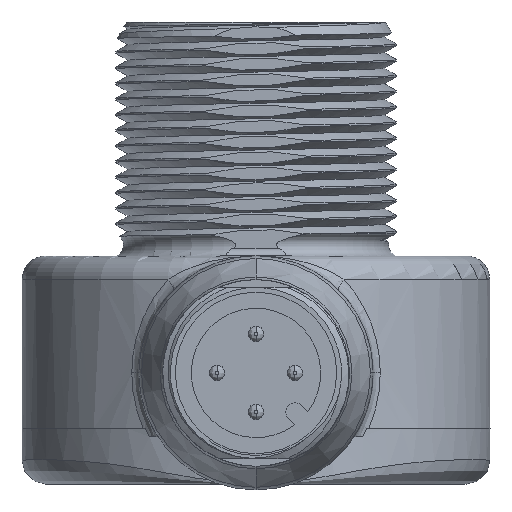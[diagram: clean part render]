
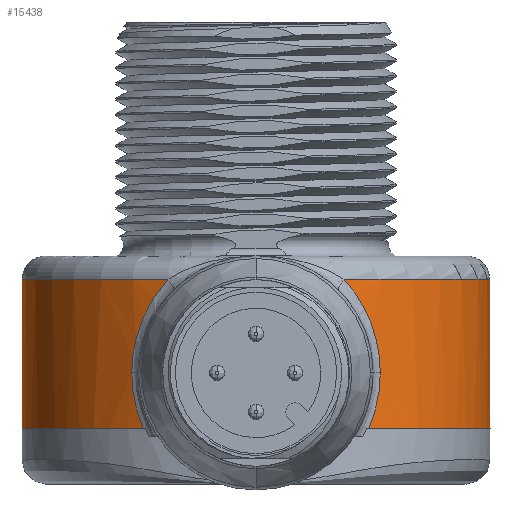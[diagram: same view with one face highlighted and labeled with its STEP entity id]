
A CAD part, front view. The second image highlights one B-rep face of the part: STEP entity #15438.
In plain terms, the highlighted cylindrical face has radius 15 mm (diameter 30 mm), a partial arc.
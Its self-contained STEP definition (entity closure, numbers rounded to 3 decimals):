
#5756=CARTESIAN_POINT('',(5.645,-13.897,
-1.5));
#5790=CARTESIAN_POINT('',(0.,0.,-11.068));
#5791=DIRECTION('',(0.,0.,1.));
#5792=DIRECTION('',(0.482,-0.876,0.));
#5793=AXIS2_PLACEMENT_3D('',#5790,#5791,#5792);
#5795=CARTESIAN_POINT('',(7.233,-13.141,-11.068));
#5796=CARTESIAN_POINT('',(7.289,-13.11,
-10.938));
#5797=CARTESIAN_POINT('',(7.395,-13.051,
-10.676));
#5798=CARTESIAN_POINT('',(7.534,-12.971,
-10.28));
#5799=CARTESIAN_POINT('',(7.653,-12.901,
-9.881));
#5800=CARTESIAN_POINT('',(7.752,-12.842,
-9.482));
#5801=CARTESIAN_POINT('',(7.832,-12.793,
-9.083));
#5802=CARTESIAN_POINT('',(7.894,-12.755,
-8.685));
#5803=CARTESIAN_POINT('',(7.937,-12.728,
-8.288));
#5804=CARTESIAN_POINT('',(7.963,-12.712,
-7.892));
#5805=CARTESIAN_POINT('',(7.969,-12.708,
-7.631));
#5806=CARTESIAN_POINT('',(7.969,-12.708,
-7.5));
#5808=CARTESIAN_POINT('',(7.969,-12.708,
-7.5));
#5809=CARTESIAN_POINT('',(7.969,-12.708,
-7.363));
#5810=CARTESIAN_POINT('',(7.962,-12.712,
-7.089));
#5811=CARTESIAN_POINT('',(7.934,-12.73,
-6.674));
#5812=CARTESIAN_POINT('',(7.886,-12.76,
-6.256));
#5813=CARTESIAN_POINT('',(7.818,-12.801,
-5.837));
#5814=CARTESIAN_POINT('',(7.729,-12.855,
-5.418));
#5815=CARTESIAN_POINT('',(7.62,-12.921,
-4.998));
#5816=CARTESIAN_POINT('',(7.488,-12.998,
-4.58));
#5817=CARTESIAN_POINT('',(7.334,-13.085,
-4.165));
#5818=CARTESIAN_POINT('',(7.157,-13.183,
-3.754));
#5819=CARTESIAN_POINT('',(6.958,-13.289,
-3.348));
#5820=CARTESIAN_POINT('',(6.736,-13.403,
-2.951));
#5821=CARTESIAN_POINT('',(6.493,-13.523,
-2.565));
#5822=CARTESIAN_POINT('',(6.23,-13.646,
-2.193));
#5823=CARTESIAN_POINT('',(5.947,-13.772,
-1.836));
#5824=CARTESIAN_POINT('',(5.747,-13.856,
-1.61));
#5825=CARTESIAN_POINT('',(5.645,-13.897,
-1.5));
#5827=CARTESIAN_POINT('',(0.,0.,-1.5));
#5828=DIRECTION('',(0.,0.,-1.));
#5829=DIRECTION('',(-1.,0.,0.));
#5830=AXIS2_PLACEMENT_3D('',#5827,#5828,#5829);
#5832=CARTESIAN_POINT('',(0.,0.,-1.5));
#5833=DIRECTION('',(0.,0.,-1.));
#5834=DIRECTION('',(-0.376,-0.926,0.));
#5835=AXIS2_PLACEMENT_3D('',#5832,#5833,#5834);
#5837=CARTESIAN_POINT('',(-5.644,-13.897,
-1.5));
#5838=CARTESIAN_POINT('',(-5.747,-13.856,
-1.61));
#5839=CARTESIAN_POINT('',(-5.947,-13.772,
-1.836));
#5840=CARTESIAN_POINT('',(-6.23,-13.646,
-2.193));
#5841=CARTESIAN_POINT('',(-6.493,-13.523,
-2.565));
#5842=CARTESIAN_POINT('',(-6.736,-13.403,
-2.951));
#5843=CARTESIAN_POINT('',(-6.958,-13.289,
-3.348));
#5844=CARTESIAN_POINT('',(-7.157,-13.183,
-3.753));
#5845=CARTESIAN_POINT('',(-7.334,-13.085,
-4.165));
#5846=CARTESIAN_POINT('',(-7.488,-12.998,
-4.58));
#5847=CARTESIAN_POINT('',(-7.619,-12.921,
-4.998));
#5848=CARTESIAN_POINT('',(-7.729,-12.855,
-5.417));
#5849=CARTESIAN_POINT('',(-7.818,-12.802,
-5.837));
#5850=CARTESIAN_POINT('',(-7.886,-12.76,
-6.256));
#5851=CARTESIAN_POINT('',(-7.934,-12.73,
-6.674));
#5852=CARTESIAN_POINT('',(-7.962,-12.712,
-7.089));
#5853=CARTESIAN_POINT('',(-7.969,-12.708,
-7.363));
#5854=CARTESIAN_POINT('',(-7.969,-12.708,
-7.5));
#5856=CARTESIAN_POINT('',(-7.969,-12.708,
-7.5));
#5857=CARTESIAN_POINT('',(-7.969,-12.708,
-7.631));
#5858=CARTESIAN_POINT('',(-7.963,-12.712,
-7.893));
#5859=CARTESIAN_POINT('',(-7.937,-12.728,
-8.288));
#5860=CARTESIAN_POINT('',(-7.894,-12.755,
-8.685));
#5861=CARTESIAN_POINT('',(-7.832,-12.793,
-9.084));
#5862=CARTESIAN_POINT('',(-7.752,-12.842,
-9.483));
#5863=CARTESIAN_POINT('',(-7.653,-12.901,
-9.882));
#5864=CARTESIAN_POINT('',(-7.534,-12.971,
-10.28));
#5865=CARTESIAN_POINT('',(-7.395,-13.051,
-10.676));
#5866=CARTESIAN_POINT('',(-7.289,-13.11,
-10.938));
#5867=CARTESIAN_POINT('',(-7.233,-13.141,-11.068));
#11395=CARTESIAN_POINT('',(-15.,0.,-1.5));
#11397=VERTEX_POINT('',#11395);
#11541=VERTEX_POINT('',#5756);
#11544=VERTEX_POINT('',#5808);
#11549=VERTEX_POINT('',#5837);
#11550=VERTEX_POINT('',#5854);
#11957=CARTESIAN_POINT('',(7.233,-13.141,-11.068));
#11958=CARTESIAN_POINT('',(-7.233,-13.141,-11.068));
#11959=VERTEX_POINT('',#11957);
#11960=VERTEX_POINT('',#11958);
#15419=CARTESIAN_POINT('',(0.,0.,-16.5));
#15420=DIRECTION('',(0.,0.,1.));
#15421=DIRECTION('',(1.,0.,0.));
#15422=AXIS2_PLACEMENT_3D('',#15419,#15420,#15421);
#15423=CYLINDRICAL_SURFACE('',#15422,15.);
#15425=ORIENTED_EDGE('',*,*,#15424,.F.);
#15427=ORIENTED_EDGE('',*,*,#15426,.T.);
#15428=ORIENTED_EDGE('',*,*,#15409,.T.);
#15429=ORIENTED_EDGE('',*,*,#15294,.F.);
#15431=ORIENTED_EDGE('',*,*,#15430,.F.);
#15433=ORIENTED_EDGE('',*,*,#15432,.T.);
#15435=ORIENTED_EDGE('',*,*,#15434,.T.);
#15436=EDGE_LOOP('',(#15425,#15427,#15428,#15429,#15431,#15433,#15435));
#15437=FACE_OUTER_BOUND('',#15436,.F.);
#15438=ADVANCED_FACE('',(#15437),#15423,.T.);
#5794=CIRCLE('',#5793,15.);
#5807=B_SPLINE_CURVE_WITH_KNOTS('',3,(#5795,#5796,#5797,#5798,#5799,#5800,#5801,
#5802,#5803,#5804,#5805,#5806),.UNSPECIFIED.,.F.,.F.,(4,1,1,1,1,1,1,1,1,4),
(0.,0.111,0.222,0.333,0.444,
0.556,0.667,0.778,0.889,1.),
.UNSPECIFIED.);
#5826=B_SPLINE_CURVE_WITH_KNOTS('',3,(#5808,#5809,#5810,#5811,#5812,#5813,#5814,
#5815,#5816,#5817,#5818,#5819,#5820,#5821,#5822,#5823,#5824,#5825),
.UNSPECIFIED.,.F.,.F.,(4,1,1,1,1,1,1,1,1,1,1,1,1,1,1,4),(0.,0.067,
0.133,0.2,0.267,0.333,0.4,
0.467,0.533,0.6,0.667,0.733,
0.8,0.867,0.933,1.),.UNSPECIFIED.);
#5831=CIRCLE('',#5830,15.);
#5836=CIRCLE('',#5835,15.);
#5855=B_SPLINE_CURVE_WITH_KNOTS('',3,(#5837,#5838,#5839,#5840,#5841,#5842,#5843,
#5844,#5845,#5846,#5847,#5848,#5849,#5850,#5851,#5852,#5853,#5854),
.UNSPECIFIED.,.F.,.F.,(4,1,1,1,1,1,1,1,1,1,1,1,1,1,1,4),(0.,0.067,
0.133,0.2,0.267,0.333,0.4,
0.467,0.533,0.6,0.667,0.733,
0.8,0.867,0.933,1.),.UNSPECIFIED.);
#5868=B_SPLINE_CURVE_WITH_KNOTS('',3,(#5856,#5857,#5858,#5859,#5860,#5861,#5862,
#5863,#5864,#5865,#5866,#5867),.UNSPECIFIED.,.F.,.F.,(4,1,1,1,1,1,1,1,1,4),
(0.,0.111,0.222,0.333,0.444,
0.556,0.667,0.778,0.889,1.),
.UNSPECIFIED.);
#15294=EDGE_CURVE('',#11397,#11541,#5831,.T.);
#15409=EDGE_CURVE('',#11544,#11541,#5826,.T.);
#15424=EDGE_CURVE('',#11959,#11960,#5794,.T.);
#15426=EDGE_CURVE('',#11959,#11544,#5807,.T.);
#15430=EDGE_CURVE('',#11549,#11397,#5836,.T.);
#15432=EDGE_CURVE('',#11549,#11550,#5855,.T.);
#15434=EDGE_CURVE('',#11550,#11960,#5868,.T.);
